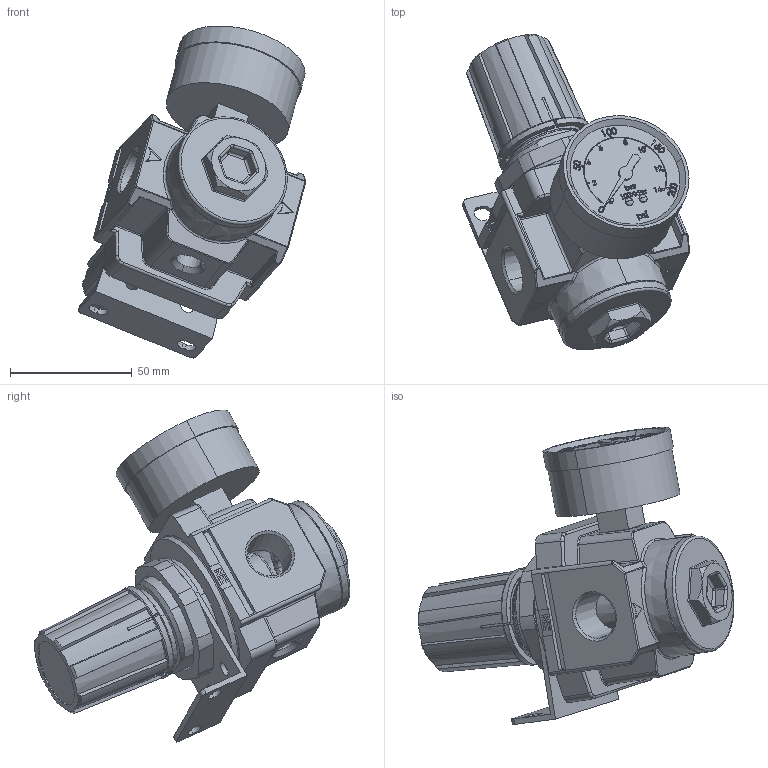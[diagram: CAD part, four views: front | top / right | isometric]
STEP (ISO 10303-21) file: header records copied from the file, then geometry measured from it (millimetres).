
FILE_DESCRIPTION (( 'STEP AP214' ), '1' );
FILE_NAME ('R70.STEP', '2021-11-19T05:22:36', ( 'User' ), ( '' ), 'SwSTEP 2.0', 'SolidWorks 2014', '' );
FILE_SCHEMA (( 'AUTOMOTIVE_DESIGN' ));
Length unit declared in the file: millimetre
Products named in the file (15): 2-埋入式壓力錶; R50調壓座; R5018; R5017; R5010; R70-01-4; R70; R70-15; R70-01-4_修模
Assembly tree (7 placements, depth 2):
  2-埋入式壓力錶
  R50調壓座
  R5018
  R5017
  R5010
Bounding box: 93.33 x 129.62 x 136.32 mm (x, y, z)
Volume: 252381.7 mm3; surface area: 92497.2 mm2
Topology: 7 solids, 7 shells, 1702 faces, 4395 edges, 2759 vertices
Faces by surface type: plane 691, bspline 453, cylinder 357, cone 105, torus 68, sphere 28
Entity records: 76302 total; most frequent: CARTESIAN_POINT 35312, ORIENTED_EDGE 8686, DIRECTION 6670, EDGE_CURVE 4343, VERTEX_POINT 2759, AXIS2_PLACEMENT_3D 2309, LINE 2052, VECTOR 2052
